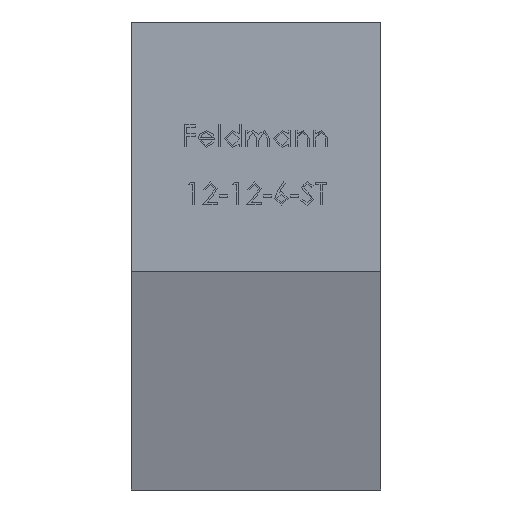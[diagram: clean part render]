
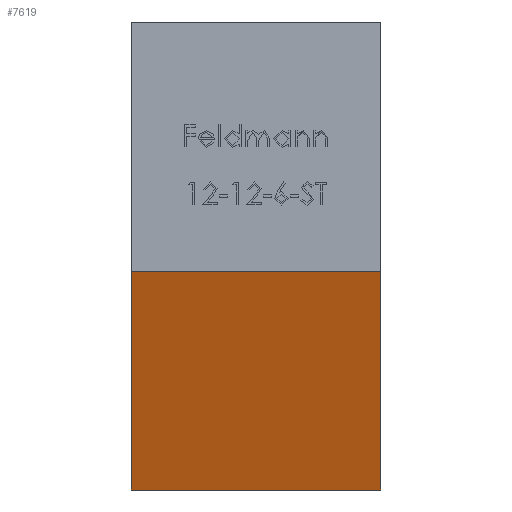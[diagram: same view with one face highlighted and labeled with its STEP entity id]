
A CAD part, top view. The second image highlights one B-rep face of the part: STEP entity #7619.
In plain terms, the highlighted planar face has unit normal (0, -1, 0).
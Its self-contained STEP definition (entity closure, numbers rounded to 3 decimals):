
#60 = ORIENTED_EDGE ( 'NONE', *, *, #6964, .T. ) ;
#455 = VERTEX_POINT ( 'NONE', #2767 ) ;
#722 = DIRECTION ( 'NONE',  ( 0., 0., 1. ) ) ;
#902 = VECTOR ( 'NONE', #10082, 1000. ) ;
#1879 = CARTESIAN_POINT ( 'NONE',  ( 6., -6., 0. ) ) ;
#2166 = VECTOR ( 'NONE', #722, 1000. ) ;
#2306 = VECTOR ( 'NONE', #8489, 1000. ) ;
#2767 = CARTESIAN_POINT ( 'NONE',  ( 6., -6., -6000. ) ) ;
#3170 = VERTEX_POINT ( 'NONE', #7448 ) ;
#3241 = DIRECTION ( 'NONE',  ( 0., -1., 0. ) ) ;
#3375 = FACE_OUTER_BOUND ( 'NONE', #6819, .T. ) ;
#4040 = CARTESIAN_POINT ( 'NONE',  ( -6., -6., -6000. ) ) ;
#4182 = CARTESIAN_POINT ( 'NONE',  ( -6., -6., -6000. ) ) ;
#4532 = LINE ( 'NONE', #4182, #2306 ) ;
#4665 = CARTESIAN_POINT ( 'NONE',  ( -6., -6., -6000. ) ) ;
#4965 = ORIENTED_EDGE ( 'NONE', *, *, #9286, .T. ) ;
#5683 = VERTEX_POINT ( 'NONE', #1879 ) ;
#5853 = DIRECTION ( 'NONE',  ( 0., 0., -1. ) ) ;
#6379 = LINE ( 'NONE', #10794, #2166 ) ;
#6652 = PLANE ( 'NONE',  #8768 ) ;
#6730 = VERTEX_POINT ( 'NONE', #4040 ) ;
#6819 = EDGE_LOOP ( 'NONE', ( #7977, #8797, #60, #4965 ) ) ;
#6916 = VECTOR ( 'NONE', #8898, 1000. ) ;
#6964 = EDGE_CURVE ( 'NONE', #6730, #455, #10076, .T. ) ;
#7293 = LINE ( 'NONE', #8414, #902 ) ;
#7404 = CARTESIAN_POINT ( 'NONE',  ( -6., -6., -6000. ) ) ;
#7448 = CARTESIAN_POINT ( 'NONE',  ( -6., -6., 0. ) ) ;
#7619 = ADVANCED_FACE ( 'NONE', ( #3375 ), #6652, .T. ) ;
#7977 = ORIENTED_EDGE ( 'NONE', *, *, #7986, .F. ) ;
#7986 = EDGE_CURVE ( 'NONE', #3170, #5683, #7293, .T. ) ;
#8414 = CARTESIAN_POINT ( 'NONE',  ( -6., -6., 0. ) ) ;
#8489 = DIRECTION ( 'NONE',  ( 0., 0., 1. ) ) ;
#8768 = AXIS2_PLACEMENT_3D ( 'NONE', #7404, #3241, #5853 ) ;
#8797 = ORIENTED_EDGE ( 'NONE', *, *, #9033, .F. ) ;
#8898 = DIRECTION ( 'NONE',  ( 1., 0., 0. ) ) ;
#9033 = EDGE_CURVE ( 'NONE', #6730, #3170, #4532, .T. ) ;
#9286 = EDGE_CURVE ( 'NONE', #455, #5683, #6379, .T. ) ;
#10076 = LINE ( 'NONE', #4665, #6916 ) ;
#10082 = DIRECTION ( 'NONE',  ( 1., 0., 0. ) ) ;
#10794 = CARTESIAN_POINT ( 'NONE',  ( 6., -6., -6000. ) ) ;
